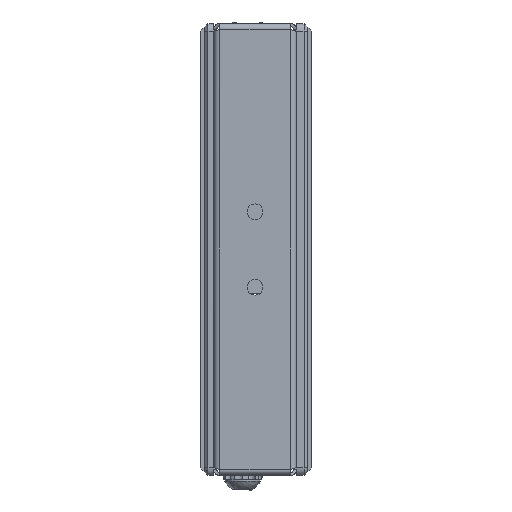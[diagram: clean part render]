
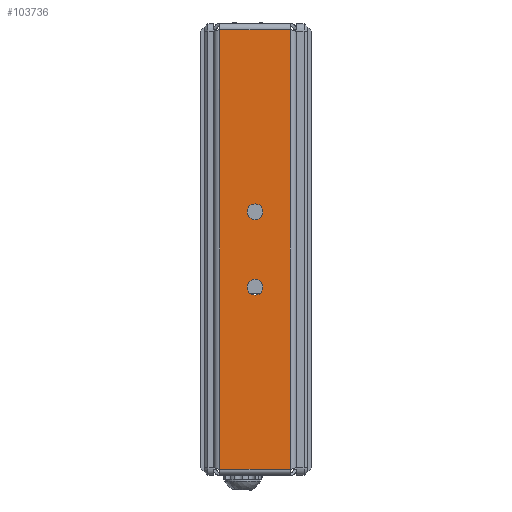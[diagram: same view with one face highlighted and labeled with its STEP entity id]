
A CAD part, front view. The second image highlights one B-rep face of the part: STEP entity #103736.
In plain terms, the highlighted face is planar.
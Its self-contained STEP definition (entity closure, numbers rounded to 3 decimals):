
#2529 = CARTESIAN_POINT ( 'NONE',  ( -11., 24.8, 0.8 ) ) ;
#2910 = DIRECTION ( 'NONE',  ( 1., 0., 0. ) ) ;
#3860 = PLANE ( 'NONE',  #54489 ) ;
#4350 = AXIS2_PLACEMENT_3D ( 'NONE', #119693, #61243, #2910 ) ;
#6363 = CARTESIAN_POINT ( 'NONE',  ( -3.7, -43.6, 0.8 ) ) ;
#7111 = CARTESIAN_POINT ( 'NONE',  ( -13.1, 4.8, 0.8 ) ) ;
#11376 = CIRCLE ( 'NONE', #89714, 2.1 ) ;
#13091 = VERTEX_POINT ( 'NONE', #52786 ) ;
#13635 = DIRECTION ( 'NONE',  ( 1., 0., 0. ) ) ;
#13678 = VECTOR ( 'NONE', #40692, 1000. ) ;
#16847 = DIRECTION ( 'NONE',  ( 1., 0., 0. ) ) ;
#17456 = CARTESIAN_POINT ( 'NONE',  ( -13.1, 24.8, 0.8 ) ) ;
#20816 = CARTESIAN_POINT ( 'NONE',  ( -11., 4.8, 0.8 ) ) ;
#24867 = CARTESIAN_POINT ( 'NONE',  ( -22.5, -43.6, 0.8 ) ) ;
#27280 = DIRECTION ( 'NONE',  ( 1., 0., 0. ) ) ;
#27846 = CIRCLE ( 'NONE', #73768, 2.1 ) ;
#28503 = CARTESIAN_POINT ( 'NONE',  ( -22.5, 73.2, 0.8 ) ) ;
#28950 = EDGE_LOOP ( 'NONE', ( #104912, #32778, #100645, #86518 ) ) ;
#31670 = EDGE_CURVE ( 'NONE', #13091, #90164, #96138, .T. ) ;
#31888 = CARTESIAN_POINT ( 'NONE',  ( -13.1, 24.8, 0.8 ) ) ;
#32089 = CIRCLE ( 'NONE', #60857, 2.1 ) ;
#32778 = ORIENTED_EDGE ( 'NONE', *, *, #31670, .T. ) ;
#36139 = EDGE_CURVE ( 'NONE', #115821, #60755, #27846, .T. ) ;
#36849 = FACE_BOUND ( 'NONE', #62618, .T. ) ;
#40692 = DIRECTION ( 'NONE',  ( -1., 0., 0. ) ) ;
#41675 = DIRECTION ( 'NONE',  ( 1., 0., 0. ) ) ;
#41699 = EDGE_CURVE ( 'NONE', #86642, #74007, #11376, .T. ) ;
#42381 = CARTESIAN_POINT ( 'NONE',  ( -22.5, 73.2, 0.8 ) ) ;
#46789 = VECTOR ( 'NONE', #120415, 1000. ) ;
#47092 = CARTESIAN_POINT ( 'NONE',  ( -3.7, 73.2, 0.8 ) ) ;
#47833 = VECTOR ( 'NONE', #48399, 1000. ) ;
#48340 = ORIENTED_EDGE ( 'NONE', *, *, #85137, .F. ) ;
#48399 = DIRECTION ( 'NONE',  ( 1., 0., 0. ) ) ;
#52786 = CARTESIAN_POINT ( 'NONE',  ( -3.7, -43.6, 0.8 ) ) ;
#54489 = AXIS2_PLACEMENT_3D ( 'NONE', #120652, #71987, #13635 ) ;
#55450 = CARTESIAN_POINT ( 'NONE',  ( -15.2, 24.8, 0.8 ) ) ;
#58004 = CARTESIAN_POINT ( 'NONE',  ( -15.2, 4.8, 0.8 ) ) ;
#59690 = FACE_BOUND ( 'NONE', #123014, .T. ) ;
#60755 = VERTEX_POINT ( 'NONE', #20816 ) ;
#60857 = AXIS2_PLACEMENT_3D ( 'NONE', #31888, #100100, #41675 ) ;
#61243 = DIRECTION ( 'NONE',  ( 0., 0., 1. ) ) ;
#62618 = EDGE_LOOP ( 'NONE', ( #48340, #117770 ) ) ;
#63346 = VERTEX_POINT ( 'NONE', #28503 ) ;
#63946 = EDGE_CURVE ( 'NONE', #90164, #63346, #88415, .T. ) ;
#67729 = CIRCLE ( 'NONE', #4350, 2.1 ) ;
#70036 = CARTESIAN_POINT ( 'NONE',  ( -2.1, 73.2, 0.8 ) ) ;
#71987 = DIRECTION ( 'NONE',  ( 0., 0., 1. ) ) ;
#73768 = AXIS2_PLACEMENT_3D ( 'NONE', #7111, #75198, #16847 ) ;
#74007 = VERTEX_POINT ( 'NONE', #55450 ) ;
#74476 = DIRECTION ( 'NONE',  ( 0., 1., 0. ) ) ;
#75198 = DIRECTION ( 'NONE',  ( 0., 0., 1. ) ) ;
#78363 = EDGE_CURVE ( 'NONE', #90601, #13091, #99769, .T. ) ;
#85137 = EDGE_CURVE ( 'NONE', #60755, #115821, #67729, .T. ) ;
#85623 = FACE_OUTER_BOUND ( 'NONE', #28950, .T. ) ;
#85640 = DIRECTION ( 'NONE',  ( 0., 0., 1. ) ) ;
#86518 = ORIENTED_EDGE ( 'NONE', *, *, #126168, .T. ) ;
#86642 = VERTEX_POINT ( 'NONE', #2529 ) ;
#88256 = EDGE_CURVE ( 'NONE', #74007, #86642, #32089, .T. ) ;
#88415 = LINE ( 'NONE', #70036, #13678 ) ;
#89714 = AXIS2_PLACEMENT_3D ( 'NONE', #17456, #85640, #27280 ) ;
#90164 = VERTEX_POINT ( 'NONE', #47092 ) ;
#90601 = VERTEX_POINT ( 'NONE', #24867 ) ;
#96138 = LINE ( 'NONE', #6363, #102265 ) ;
#99769 = LINE ( 'NONE', #116688, #47833 ) ;
#100100 = DIRECTION ( 'NONE',  ( 0., 0., 1. ) ) ;
#100620 = ORIENTED_EDGE ( 'NONE', *, *, #88256, .F. ) ;
#100645 = ORIENTED_EDGE ( 'NONE', *, *, #63946, .T. ) ;
#102265 = VECTOR ( 'NONE', #74476, 1000. ) ;
#103736 = ADVANCED_FACE ( 'NONE', ( #36849, #59690, #85623 ), #3860, .T. ) ;
#104912 = ORIENTED_EDGE ( 'NONE', *, *, #78363, .T. ) ;
#105755 = ORIENTED_EDGE ( 'NONE', *, *, #41699, .F. ) ;
#115821 = VERTEX_POINT ( 'NONE', #58004 ) ;
#116688 = CARTESIAN_POINT ( 'NONE',  ( -24.1, -43.6, 0.8 ) ) ;
#117770 = ORIENTED_EDGE ( 'NONE', *, *, #36139, .F. ) ;
#119693 = CARTESIAN_POINT ( 'NONE',  ( -13.1, 4.8, 0.8 ) ) ;
#120415 = DIRECTION ( 'NONE',  ( 0., -1., 0. ) ) ;
#120652 = CARTESIAN_POINT ( 'NONE',  ( 0., 0., 0.8 ) ) ;
#123014 = EDGE_LOOP ( 'NONE', ( #105755, #100620 ) ) ;
#124678 = LINE ( 'NONE', #42381, #46789 ) ;
#126168 = EDGE_CURVE ( 'NONE', #63346, #90601, #124678, .T. ) ;
